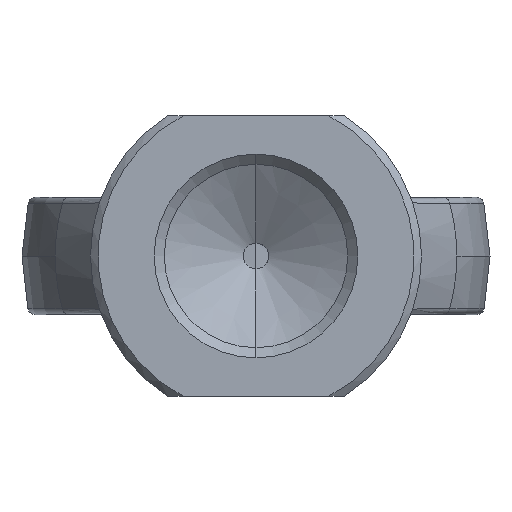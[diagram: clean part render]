
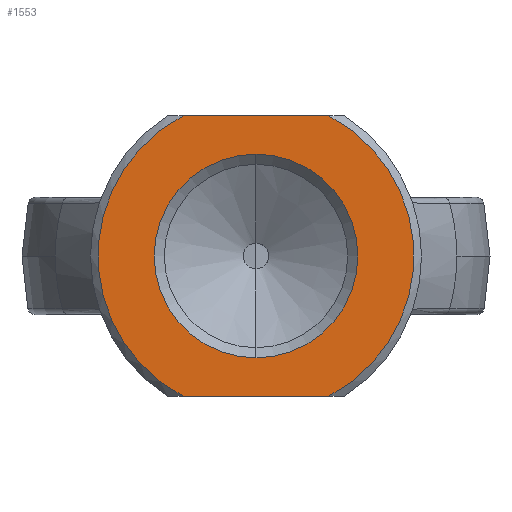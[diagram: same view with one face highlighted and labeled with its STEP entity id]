
A CAD part, left-side view. The second image highlights one B-rep face of the part: STEP entity #1553.
In plain terms, the highlighted planar face has unit normal (-1, 0, 0).
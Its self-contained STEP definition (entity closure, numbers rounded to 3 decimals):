
#26 = DIRECTION ( 'NONE',  ( 0., 0., -1. ) ) ;
#165 = VECTOR ( 'NONE', #1445, 1000. ) ;
#172 = CIRCLE ( 'NONE', #1355, 20. ) ;
#175 = CIRCLE ( 'NONE', #1369, 31. ) ;
#180 = LINE ( 'NONE', #1444, #165 ) ;
#190 = VECTOR ( 'NONE', #657, 1000. ) ;
#192 = CIRCLE ( 'NONE', #1362, 20. ) ;
#193 = LINE ( 'NONE', #656, #190 ) ;
#247 = ORIENTED_EDGE ( 'NONE', *, *, #1320, .T. ) ;
#252 = ORIENTED_EDGE ( 'NONE', *, *, #1277, .T. ) ;
#259 = ORIENTED_EDGE ( 'NONE', *, *, #1237, .T. ) ;
#272 = ORIENTED_EDGE ( 'NONE', *, *, #1267, .F. ) ;
#339 = ORIENTED_EDGE ( 'NONE', *, *, #1292, .T. ) ;
#581 = CARTESIAN_POINT ( 'NONE',  ( 0., 0., 0. ) ) ;
#582 = DIRECTION ( 'NONE',  ( 1., 0., 0. ) ) ;
#583 = DIRECTION ( 'NONE',  ( 0., 0., -1. ) ) ;
#634 = CARTESIAN_POINT ( 'NONE',  ( 0., 0., 0. ) ) ;
#640 = DIRECTION ( 'NONE',  ( 1., 0., 0. ) ) ;
#641 = DIRECTION ( 'NONE',  ( 0., 0., -1. ) ) ;
#645 = CARTESIAN_POINT ( 'NONE',  ( 0., 0., 0. ) ) ;
#651 = DIRECTION ( 'NONE',  ( -1., 0., 0. ) ) ;
#652 = DIRECTION ( 'NONE',  ( 0., 0., -1. ) ) ;
#656 = CARTESIAN_POINT ( 'NONE',  ( 0., 17.321, -27.5 ) ) ;
#657 = DIRECTION ( 'NONE',  ( 0., 1., 0. ) ) ;
#882 = CARTESIAN_POINT ( 'NONE',  ( 0., 18., 0. ) ) ;
#883 = PLANE ( 'NONE',  #1414 ) ;
#884 = DIRECTION ( 'NONE',  ( 1., 0., 0. ) ) ;
#962 = CARTESIAN_POINT ( 'NONE',  ( 0., 0., 0. ) ) ;
#964 = DIRECTION ( 'NONE',  ( -1., 0., 0. ) ) ;
#965 = DIRECTION ( 'NONE',  ( 0., 0., -1. ) ) ;
#1018 = VERTEX_POINT ( 'NONE', #1054 ) ;
#1023 = VERTEX_POINT ( 'NONE', #1095 ) ;
#1027 = VERTEX_POINT ( 'NONE', #1048 ) ;
#1048 = CARTESIAN_POINT ( 'NONE',  ( 0., 14.309, 27.5 ) ) ;
#1054 = CARTESIAN_POINT ( 'NONE',  ( 0., 0., 20. ) ) ;
#1095 = CARTESIAN_POINT ( 'NONE',  ( 0., -14.309, -27.5 ) ) ;
#1101 = CARTESIAN_POINT ( 'NONE',  ( 0., 0., -20. ) ) ;
#1113 = VERTEX_POINT ( 'NONE', #1131 ) ;
#1131 = CARTESIAN_POINT ( 'NONE',  ( 0., 14.309, -27.5 ) ) ;
#1133 = VERTEX_POINT ( 'NONE', #1169 ) ;
#1145 = VERTEX_POINT ( 'NONE', #1101 ) ;
#1169 = CARTESIAN_POINT ( 'NONE',  ( 0., -14.309, 27.5 ) ) ;
#1237 = EDGE_CURVE ( 'NONE', #1023, #1133, #1654, .T. ) ;
#1267 = EDGE_CURVE ( 'NONE', #1027, #1133, #180, .T. ) ;
#1277 = EDGE_CURVE ( 'NONE', #1018, #1145, #172, .T. ) ;
#1292 = EDGE_CURVE ( 'NONE', #1145, #1018, #192, .T. ) ;
#1320 = EDGE_CURVE ( 'NONE', #1027, #1113, #175, .T. ) ;
#1322 = EDGE_CURVE ( 'NONE', #1023, #1113, #193, .T. ) ;
#1343 = AXIS2_PLACEMENT_3D ( 'NONE', #962, #964, #965 ) ;
#1355 = AXIS2_PLACEMENT_3D ( 'NONE', #581, #582, #583 ) ;
#1362 = AXIS2_PLACEMENT_3D ( 'NONE', #634, #640, #641 ) ;
#1369 = AXIS2_PLACEMENT_3D ( 'NONE', #645, #651, #652 ) ;
#1414 = AXIS2_PLACEMENT_3D ( 'NONE', #882, #884, #26 ) ;
#1444 = CARTESIAN_POINT ( 'NONE',  ( 0., 17.321, 27.5 ) ) ;
#1445 = DIRECTION ( 'NONE',  ( 0., -1., 0. ) ) ;
#1553 = ADVANCED_FACE ( 'NONE', ( #1953, #1967 ), #883, .F. ) ;
#1587 = EDGE_LOOP ( 'NONE', ( #1757, #259, #272, #247 ) ) ;
#1602 = EDGE_LOOP ( 'NONE', ( #252, #339 ) ) ;
#1654 = CIRCLE ( 'NONE', #1343, 31. ) ;
#1757 = ORIENTED_EDGE ( 'NONE', *, *, #1322, .F. ) ;
#1953 = FACE_BOUND ( 'NONE', #1602, .T. ) ;
#1967 = FACE_OUTER_BOUND ( 'NONE', #1587, .T. ) ;
